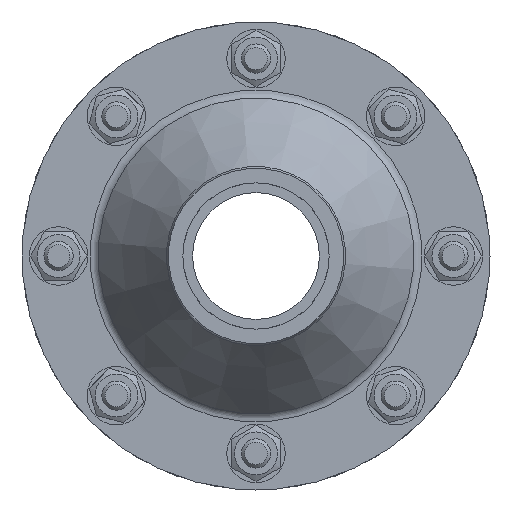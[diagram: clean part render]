
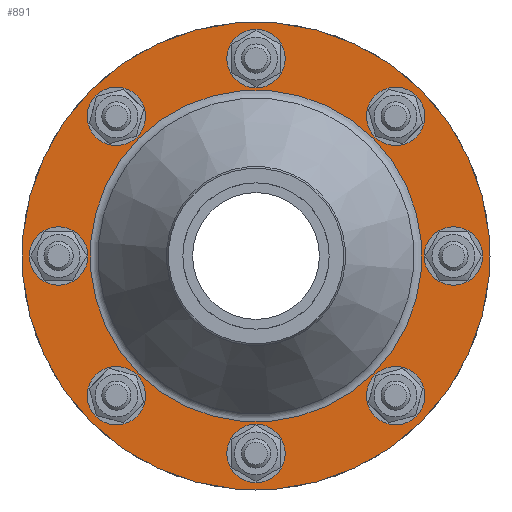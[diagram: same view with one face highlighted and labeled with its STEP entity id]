
A CAD part, front view. The second image highlights one B-rep face of the part: STEP entity #891.
In plain terms, the highlighted face is planar.
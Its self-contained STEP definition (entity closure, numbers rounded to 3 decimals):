
#257=FACE_BOUND('',#431,.T.);
#258=FACE_BOUND('',#432,.T.);
#259=FACE_BOUND('',#433,.T.);
#260=FACE_BOUND('',#434,.T.);
#261=FACE_BOUND('',#435,.T.);
#262=FACE_BOUND('',#436,.T.);
#263=FACE_BOUND('',#437,.T.);
#264=FACE_BOUND('',#438,.T.);
#265=FACE_BOUND('',#439,.T.);
#282=PLANE('',#1106);
#387=FACE_OUTER_BOUND('',#430,.T.);
#430=EDGE_LOOP('',(#721));
#431=EDGE_LOOP('',(#722));
#432=EDGE_LOOP('',(#723));
#433=EDGE_LOOP('',(#724));
#434=EDGE_LOOP('',(#725));
#435=EDGE_LOOP('',(#726));
#436=EDGE_LOOP('',(#727));
#437=EDGE_LOOP('',(#728));
#438=EDGE_LOOP('',(#729));
#439=EDGE_LOOP('',(#730));
#503=CIRCLE('',#1105,34.029);
#504=CIRCLE('',#1107,48.);
#505=CIRCLE('',#1108,3.);
#506=CIRCLE('',#1109,3.);
#507=CIRCLE('',#1110,3.);
#508=CIRCLE('',#1111,3.);
#509=CIRCLE('',#1112,3.);
#510=CIRCLE('',#1113,3.);
#511=CIRCLE('',#1114,3.);
#512=CIRCLE('',#1115,3.);
#552=VERTEX_POINT('',#1578);
#553=VERTEX_POINT('',#1582);
#554=VERTEX_POINT('',#1584);
#555=VERTEX_POINT('',#1586);
#556=VERTEX_POINT('',#1588);
#557=VERTEX_POINT('',#1590);
#558=VERTEX_POINT('',#1592);
#559=VERTEX_POINT('',#1594);
#560=VERTEX_POINT('',#1596);
#561=VERTEX_POINT('',#1598);
#617=EDGE_CURVE('',#552,#552,#503,.T.);
#618=EDGE_CURVE('',#553,#553,#504,.T.);
#619=EDGE_CURVE('',#554,#554,#505,.T.);
#620=EDGE_CURVE('',#555,#555,#506,.T.);
#621=EDGE_CURVE('',#556,#556,#507,.T.);
#622=EDGE_CURVE('',#557,#557,#508,.T.);
#623=EDGE_CURVE('',#558,#558,#509,.T.);
#624=EDGE_CURVE('',#559,#559,#510,.T.);
#625=EDGE_CURVE('',#560,#560,#511,.T.);
#626=EDGE_CURVE('',#561,#561,#512,.T.);
#721=ORIENTED_EDGE('',*,*,#618,.F.);
#722=ORIENTED_EDGE('',*,*,#619,.T.);
#723=ORIENTED_EDGE('',*,*,#620,.T.);
#724=ORIENTED_EDGE('',*,*,#621,.T.);
#725=ORIENTED_EDGE('',*,*,#622,.T.);
#726=ORIENTED_EDGE('',*,*,#623,.T.);
#727=ORIENTED_EDGE('',*,*,#624,.T.);
#728=ORIENTED_EDGE('',*,*,#625,.T.);
#729=ORIENTED_EDGE('',*,*,#626,.T.);
#730=ORIENTED_EDGE('',*,*,#617,.F.);
#891=ADVANCED_FACE('',(#387,#257,#258,#259,#260,#261,#262,#263,#264,#265),
#282,.T.);
#1105=AXIS2_PLACEMENT_3D('',#1580,#1267,#1268);
#1106=AXIS2_PLACEMENT_3D('',#1581,#1269,#1270);
#1107=AXIS2_PLACEMENT_3D('',#1583,#1271,#1272);
#1108=AXIS2_PLACEMENT_3D('',#1585,#1273,#1274);
#1109=AXIS2_PLACEMENT_3D('',#1587,#1275,#1276);
#1110=AXIS2_PLACEMENT_3D('',#1589,#1277,#1278);
#1111=AXIS2_PLACEMENT_3D('',#1591,#1279,#1280);
#1112=AXIS2_PLACEMENT_3D('',#1593,#1281,#1282);
#1113=AXIS2_PLACEMENT_3D('',#1595,#1283,#1284);
#1114=AXIS2_PLACEMENT_3D('',#1597,#1285,#1286);
#1115=AXIS2_PLACEMENT_3D('',#1599,#1287,#1288);
#1267=DIRECTION('center_axis',(0.,1.,0.));
#1268=DIRECTION('ref_axis',(-1.,0.,0.));
#1269=DIRECTION('center_axis',(0.,1.,0.));
#1270=DIRECTION('ref_axis',(0.,0.,1.));
#1271=DIRECTION('center_axis',(0.,-1.,0.));
#1272=DIRECTION('ref_axis',(1.,0.,0.));
#1273=DIRECTION('center_axis',(0.,-1.,0.));
#1274=DIRECTION('ref_axis',(1.,0.,0.));
#1275=DIRECTION('center_axis',(0.,-1.,0.));
#1276=DIRECTION('ref_axis',(1.,0.,0.));
#1277=DIRECTION('center_axis',(0.,-1.,0.));
#1278=DIRECTION('ref_axis',(1.,0.,0.));
#1279=DIRECTION('center_axis',(0.,-1.,0.));
#1280=DIRECTION('ref_axis',(1.,0.,0.));
#1281=DIRECTION('center_axis',(0.,-1.,0.));
#1282=DIRECTION('ref_axis',(1.,0.,0.));
#1283=DIRECTION('center_axis',(0.,-1.,0.));
#1284=DIRECTION('ref_axis',(1.,0.,0.));
#1285=DIRECTION('center_axis',(0.,-1.,0.));
#1286=DIRECTION('ref_axis',(1.,0.,0.));
#1287=DIRECTION('center_axis',(0.,-1.,0.));
#1288=DIRECTION('ref_axis',(1.,0.,0.));
#1578=CARTESIAN_POINT('',(0.,15.,34.029));
#1580=CARTESIAN_POINT('Origin',(0.,15.,0.));
#1581=CARTESIAN_POINT('Origin',(48.,15.,0.));
#1582=CARTESIAN_POINT('',(-48.,15.,0.));
#1583=CARTESIAN_POINT('Origin',(0.,15.,0.));
#1584=CARTESIAN_POINT('',(-31.638,15.,-28.638));
#1585=CARTESIAN_POINT('Origin',(-28.638,15.,-28.638));
#1586=CARTESIAN_POINT('',(25.638,15.,28.638));
#1587=CARTESIAN_POINT('Origin',(28.638,15.,28.638));
#1588=CARTESIAN_POINT('',(-3.,15.,-40.5));
#1589=CARTESIAN_POINT('Origin',(0.,15.,-40.5));
#1590=CARTESIAN_POINT('',(-3.,15.,40.5));
#1591=CARTESIAN_POINT('Origin',(0.,15.,40.5));
#1592=CARTESIAN_POINT('',(-43.5,15.,0.));
#1593=CARTESIAN_POINT('Origin',(-40.5,15.,0.));
#1594=CARTESIAN_POINT('',(37.5,15.,0.));
#1595=CARTESIAN_POINT('Origin',(40.5,15.,0.));
#1596=CARTESIAN_POINT('',(25.638,15.,-28.638));
#1597=CARTESIAN_POINT('Origin',(28.638,15.,-28.638));
#1598=CARTESIAN_POINT('',(-31.638,15.,28.638));
#1599=CARTESIAN_POINT('Origin',(-28.638,15.,28.638));
